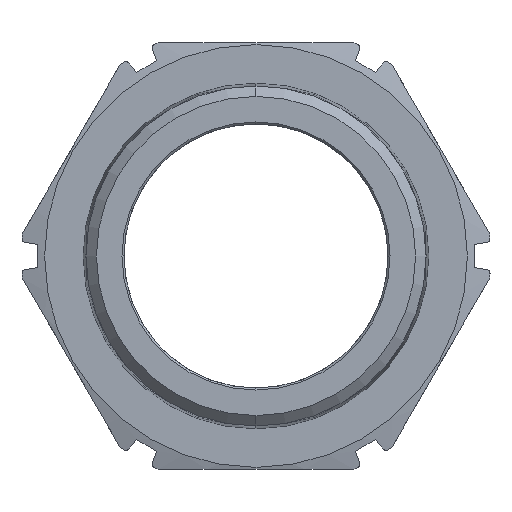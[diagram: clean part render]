
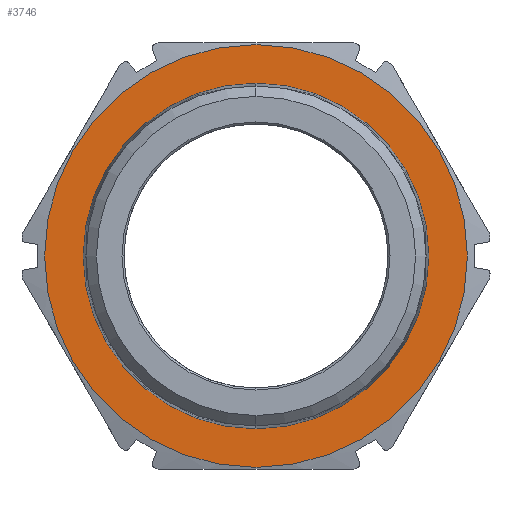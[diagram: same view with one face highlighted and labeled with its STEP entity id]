
A CAD part, left-side view. The second image highlights one B-rep face of the part: STEP entity #3746.
In plain terms, the highlighted planar face has unit normal (-1, 0, 0).
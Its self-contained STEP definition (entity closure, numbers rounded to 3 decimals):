
#110 = EDGE_CURVE ( 'NONE', #2036, #3120, #1298, .T. ) ;
#172 = EDGE_CURVE ( 'NONE', #1400, #670, #2791, .T. ) ;
#223 = DIRECTION ( 'NONE',  ( -1., 0., 0. ) ) ;
#487 = EDGE_LOOP ( 'NONE', ( #3679, #3775 ) ) ;
#591 = CARTESIAN_POINT ( 'NONE',  ( 41.8, 0., 54.5 ) ) ;
#670 = VERTEX_POINT ( 'NONE', #591 ) ;
#775 = ORIENTED_EDGE ( 'NONE', *, *, #1043, .F. ) ;
#920 = CARTESIAN_POINT ( 'NONE',  ( 41.8, 0., 0. ) ) ;
#962 = CARTESIAN_POINT ( 'NONE',  ( 41.8, 0., -54.5 ) ) ;
#1043 = EDGE_CURVE ( 'NONE', #3120, #2036, #3014, .T. ) ;
#1128 = AXIS2_PLACEMENT_3D ( 'NONE', #2001, #223, #3498 ) ;
#1257 = CARTESIAN_POINT ( 'NONE',  ( 41.8, 0., -44.55 ) ) ;
#1298 = CIRCLE ( 'NONE', #3464, 44.55 ) ;
#1395 = CARTESIAN_POINT ( 'NONE',  ( 41.8, 0., 0. ) ) ;
#1400 = VERTEX_POINT ( 'NONE', #962 ) ;
#1739 = CARTESIAN_POINT ( 'NONE',  ( 41.8, 0., 44.55 ) ) ;
#1788 = AXIS2_PLACEMENT_3D ( 'NONE', #2210, #2154, #3346 ) ;
#1830 = DIRECTION ( 'NONE',  ( -1., 0., 0. ) ) ;
#1869 = FACE_BOUND ( 'NONE', #2630, .T. ) ;
#1990 = DIRECTION ( 'NONE',  ( 0., 0., 1. ) ) ;
#1992 = AXIS2_PLACEMENT_3D ( 'NONE', #920, #1830, #2999 ) ;
#2001 = CARTESIAN_POINT ( 'NONE',  ( 41.8, 0., 0. ) ) ;
#2036 = VERTEX_POINT ( 'NONE', #1739 ) ;
#2081 = FACE_OUTER_BOUND ( 'NONE', #487, .T. ) ;
#2154 = DIRECTION ( 'NONE',  ( -1., 0., 0. ) ) ;
#2210 = CARTESIAN_POINT ( 'NONE',  ( 41.8, 0., 0. ) ) ;
#2259 = ORIENTED_EDGE ( 'NONE', *, *, #110, .F. ) ;
#2280 = DIRECTION ( 'NONE',  ( -1., 0., 0. ) ) ;
#2452 = DIRECTION ( 'NONE',  ( 0., 0., 1. ) ) ;
#2630 = EDGE_LOOP ( 'NONE', ( #2259, #775 ) ) ;
#2737 = PLANE ( 'NONE',  #2991 ) ;
#2791 = CIRCLE ( 'NONE', #1992, 54.5 ) ;
#2806 = CIRCLE ( 'NONE', #1128, 54.5 ) ;
#2991 = AXIS2_PLACEMENT_3D ( 'NONE', #1257, #3255, #2452 ) ;
#2999 = DIRECTION ( 'NONE',  ( 0., 0., 1. ) ) ;
#3014 = CIRCLE ( 'NONE', #1788, 44.55 ) ;
#3120 = VERTEX_POINT ( 'NONE', #3214 ) ;
#3214 = CARTESIAN_POINT ( 'NONE',  ( 41.8, 0., -44.55 ) ) ;
#3255 = DIRECTION ( 'NONE',  ( -1., 0., 0. ) ) ;
#3346 = DIRECTION ( 'NONE',  ( 0., 0., 1. ) ) ;
#3464 = AXIS2_PLACEMENT_3D ( 'NONE', #1395, #2280, #1990 ) ;
#3498 = DIRECTION ( 'NONE',  ( 0., 0., 1. ) ) ;
#3679 = ORIENTED_EDGE ( 'NONE', *, *, #3849, .T. ) ;
#3746 = ADVANCED_FACE ( 'NONE', ( #1869, #2081 ), #2737, .T. ) ;
#3775 = ORIENTED_EDGE ( 'NONE', *, *, #172, .T. ) ;
#3849 = EDGE_CURVE ( 'NONE', #670, #1400, #2806, .T. ) ;
